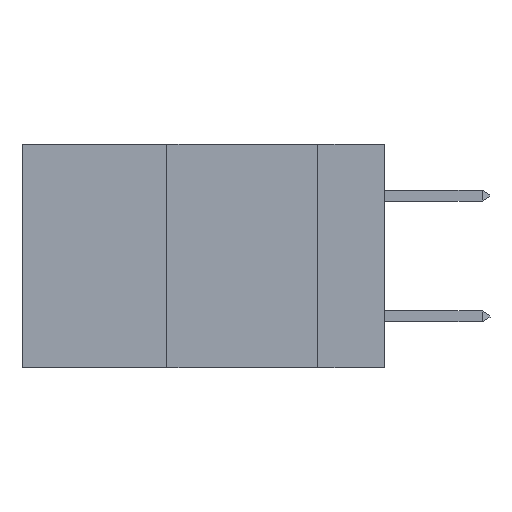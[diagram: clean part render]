
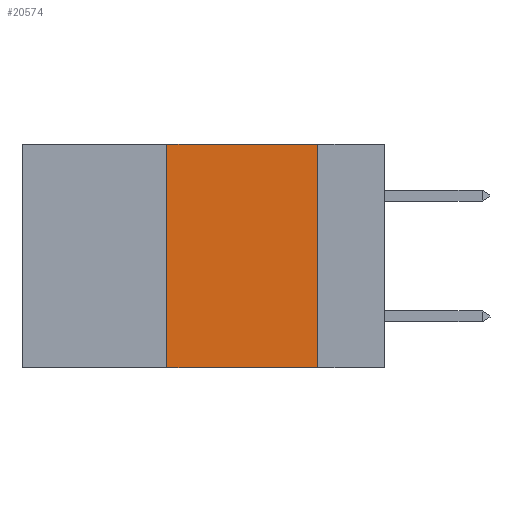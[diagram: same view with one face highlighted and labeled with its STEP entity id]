
A CAD part, left-side view. The second image highlights one B-rep face of the part: STEP entity #20574.
In plain terms, the highlighted planar face has unit normal (-1, 0, 0).
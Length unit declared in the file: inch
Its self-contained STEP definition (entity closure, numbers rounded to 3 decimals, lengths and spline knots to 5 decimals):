
#517 = CARTESIAN_POINT ( 'NONE',  ( 0., 0.6, -0.37 ) ) ;
#965 = EDGE_CURVE ( 'NONE', #17859, #11066, #12852, .T. ) ;
#1860 = FACE_OUTER_BOUND ( 'NONE', #11560, .T. ) ;
#2031 = AXIS2_PLACEMENT_3D ( 'NONE', #3239, #15934, #5083 ) ;
#3229 = VECTOR ( 'NONE', #13214, 39.37008 ) ;
#3239 = CARTESIAN_POINT ( 'NONE',  ( 0., 0.6, 0. ) ) ;
#3866 = LINE ( 'NONE', #6848, #22443 ) ;
#5083 = DIRECTION ( 'NONE',  ( 0., 0., -1. ) ) ;
#5561 = DIRECTION ( 'NONE',  ( 0., -1., 0. ) ) ;
#5782 = VERTEX_POINT ( 'NONE', #17219 ) ;
#5826 = CARTESIAN_POINT ( 'NONE',  ( 0., 0.36, 0. ) ) ;
#6484 = ORIENTED_EDGE ( 'NONE', *, *, #14418, .F. ) ;
#6848 = CARTESIAN_POINT ( 'NONE',  ( 0., 0.11, 0. ) ) ;
#7692 = DIRECTION ( 'NONE',  ( 0., 0., 1. ) ) ;
#8932 = CARTESIAN_POINT ( 'NONE',  ( 0., 0.36, -0.37 ) ) ;
#11066 = VERTEX_POINT ( 'NONE', #19092 ) ;
#11179 = LINE ( 'NONE', #517, #3229 ) ;
#11560 = EDGE_LOOP ( 'NONE', ( #20848, #6484, #11583, #13752 ) ) ;
#11583 = ORIENTED_EDGE ( 'NONE', *, *, #965, .F. ) ;
#11863 = EDGE_CURVE ( 'NONE', #14282, #5782, #3866, .T. ) ;
#12596 = VECTOR ( 'NONE', #5561, 39.37008 ) ;
#12852 = LINE ( 'NONE', #5826, #22346 ) ;
#13214 = DIRECTION ( 'NONE',  ( 0., -1., 0. ) ) ;
#13752 = ORIENTED_EDGE ( 'NONE', *, *, #16285, .T. ) ;
#14282 = VERTEX_POINT ( 'NONE', #21299 ) ;
#14418 = EDGE_CURVE ( 'NONE', #11066, #14282, #16853, .T. ) ;
#14544 = CARTESIAN_POINT ( 'NONE',  ( 0., 0.6, 0. ) ) ;
#15934 = DIRECTION ( 'NONE',  ( 1., 0., 0. ) ) ;
#16285 = EDGE_CURVE ( 'NONE', #17859, #5782, #11179, .T. ) ;
#16853 = LINE ( 'NONE', #14544, #12596 ) ;
#17219 = CARTESIAN_POINT ( 'NONE',  ( 0., 0.11, -0.37 ) ) ;
#17859 = VERTEX_POINT ( 'NONE', #8932 ) ;
#19092 = CARTESIAN_POINT ( 'NONE',  ( 0., 0.36, 0. ) ) ;
#20574 = ADVANCED_FACE ( 'NONE', ( #1860 ), #22988, .F. ) ;
#20848 = ORIENTED_EDGE ( 'NONE', *, *, #11863, .F. ) ;
#21299 = CARTESIAN_POINT ( 'NONE',  ( 0., 0.11, 0. ) ) ;
#22346 = VECTOR ( 'NONE', #7692, 39.37008 ) ;
#22443 = VECTOR ( 'NONE', #22995, 39.37008 ) ;
#22988 = PLANE ( 'NONE',  #2031 ) ;
#22995 = DIRECTION ( 'NONE',  ( 0., 0., -1. ) ) ;
